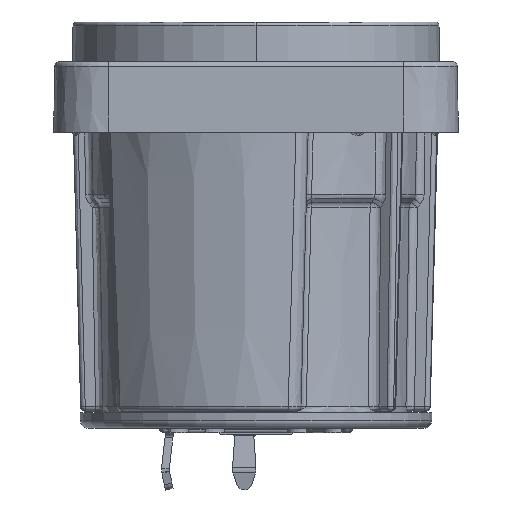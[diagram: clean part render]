
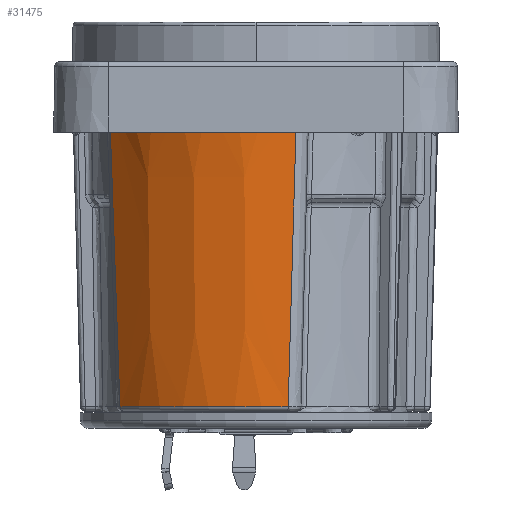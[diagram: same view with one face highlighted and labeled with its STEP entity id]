
A CAD part, front view. The second image highlights one B-rep face of the part: STEP entity #31475.
In plain terms, the highlighted conical face has half-angle 1.5 degrees and reference radius 11.485 mm.
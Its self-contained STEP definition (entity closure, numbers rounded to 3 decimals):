
#10148=CARTESIAN_POINT('',(0.,0.,-17.558));
#10149=DIRECTION('',(0.,0.,1.));
#10150=DIRECTION('',(-0.776,-0.631,0.));
#10151=AXIS2_PLACEMENT_3D('',#10148,#10149,#10150);
#10153=CARTESIAN_POINT('',(-9.389,-7.044,
2.013));
#10154=CARTESIAN_POINT('',(-9.338,-7.047,
0.537));
#10155=CARTESIAN_POINT('',(-9.233,-7.055,
-2.477));
#10156=CARTESIAN_POINT('',(-9.072,-7.065,
-7.119));
#10157=CARTESIAN_POINT('',(-8.898,-7.076,
-12.077));
#10158=CARTESIAN_POINT('',(-8.771,-7.083,
-15.685));
#10159=CARTESIAN_POINT('',(-8.705,-7.086,
-17.558));
#10161=CARTESIAN_POINT('',(0.,0.,2.013));
#10162=DIRECTION('',(0.,0.,-1.));
#10163=DIRECTION('',(0.222,-0.975,0.));
#10164=AXIS2_PLACEMENT_3D('',#10161,#10162,#10163);
#10166=CARTESIAN_POINT('',(2.61,-11.443,
2.013));
#10167=CARTESIAN_POINT('',(2.569,-11.414,
0.554));
#10168=CARTESIAN_POINT('',(2.485,-11.352,
-2.44));
#10169=CARTESIAN_POINT('',(2.353,-11.255,
-7.12));
#10170=CARTESIAN_POINT('',(2.213,-11.15,
-12.104));
#10171=CARTESIAN_POINT('',(2.111,-11.074,
-15.698));
#10172=CARTESIAN_POINT('',(2.058,-11.034,
-17.558));
#10568=CARTESIAN_POINT('',(-8.705,-7.086,
-17.558));
#10818=CARTESIAN_POINT('',(2.61,-11.443,
2.013));
#16830=VERTEX_POINT('',#10818);
#16833=CARTESIAN_POINT('',(-9.389,-7.044,
2.013));
#16834=VERTEX_POINT('',#16833);
#17032=VERTEX_POINT('',#10568);
#17034=CARTESIAN_POINT('',(2.058,-11.034,
-17.558));
#17035=VERTEX_POINT('',#17034);
#31460=CARTESIAN_POINT('',(0.,0.,-7.626));
#31461=DIRECTION('',(0.,0.,1.));
#31462=DIRECTION('',(0.,1.,0.));
#31463=AXIS2_PLACEMENT_3D('',#31460,#31461,#31462);
#31464=CONICAL_SURFACE('',#31463,11.485,1.5);
#31466=ORIENTED_EDGE('',*,*,#31465,.F.);
#31468=ORIENTED_EDGE('',*,*,#31467,.F.);
#31470=ORIENTED_EDGE('',*,*,#31469,.F.);
#31472=ORIENTED_EDGE('',*,*,#31471,.T.);
#31473=EDGE_LOOP('',(#31466,#31468,#31470,#31472));
#31474=FACE_OUTER_BOUND('',#31473,.F.);
#31475=ADVANCED_FACE('',(#31474),#31464,.T.);
#10152=CIRCLE('',#10151,11.225);
#10160=B_SPLINE_CURVE_WITH_KNOTS('',3,(#10153,#10154,#10155,#10156,#10157,
#10158,#10159),.UNSPECIFIED.,.F.,.F.,(4,1,1,1,4),(0.,0.25,0.5,0.75,
1.),.UNSPECIFIED.);
#10165=CIRCLE('',#10164,11.737);
#10173=B_SPLINE_CURVE_WITH_KNOTS('',3,(#10166,#10167,#10168,#10169,#10170,
#10171,#10172),.UNSPECIFIED.,.F.,.F.,(4,1,1,1,4),(0.,0.25,0.5,0.75,
1.),.UNSPECIFIED.);
#31465=EDGE_CURVE('',#17032,#17035,#10152,.T.);
#31467=EDGE_CURVE('',#16834,#17032,#10160,.T.);
#31469=EDGE_CURVE('',#16830,#16834,#10165,.T.);
#31471=EDGE_CURVE('',#16830,#17035,#10173,.T.);
